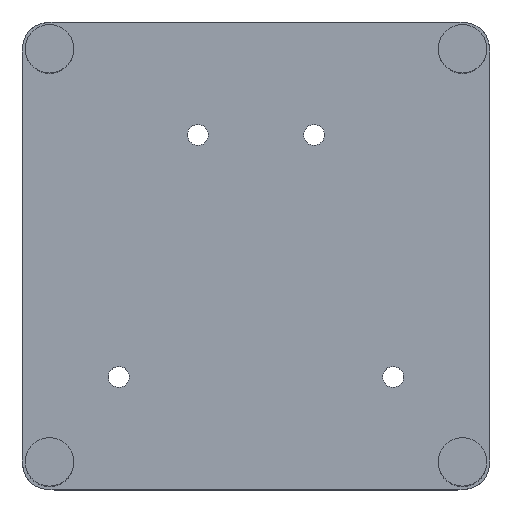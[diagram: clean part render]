
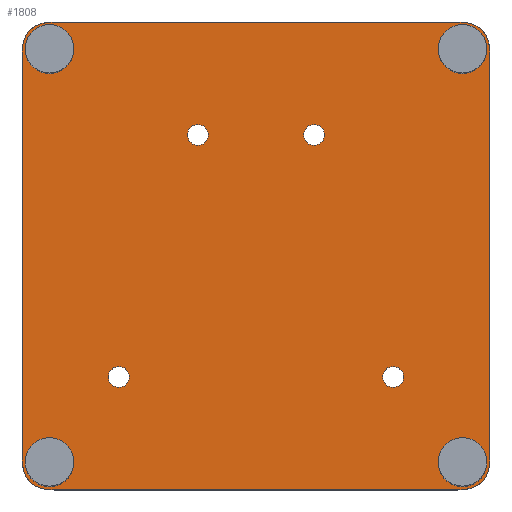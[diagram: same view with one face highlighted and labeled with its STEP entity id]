
A CAD part, top view. The second image highlights one B-rep face of the part: STEP entity #1808.
In plain terms, the highlighted planar face has unit normal (0, 0, 1).
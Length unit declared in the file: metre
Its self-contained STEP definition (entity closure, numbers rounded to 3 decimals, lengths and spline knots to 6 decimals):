
#97=LINE('',#2590,#266);
#98=LINE('',#2607,#267);
#99=LINE('',#2619,#268);
#100=LINE('',#2638,#269);
#266=VECTOR('',#2089,1.);
#267=VECTOR('',#2092,1.);
#268=VECTOR('',#2095,1.);
#269=VECTOR('',#2114,1.);
#401=CIRCLE('',#1930,0.000325);
#402=CIRCLE('',#1932,0.000325);
#403=CIRCLE('',#1934,0.000325);
#404=CIRCLE('',#1936,0.000325);
#405=CIRCLE('',#1939,0.00075);
#406=CIRCLE('',#1940,0.00075);
#407=CIRCLE('',#1941,0.00075);
#408=CIRCLE('',#1942,0.00075);
#515=ORIENTED_EDGE('',*,*,#1037,.F.);
#516=ORIENTED_EDGE('',*,*,#1038,.F.);
#517=ORIENTED_EDGE('',*,*,#1039,.F.);
#518=ORIENTED_EDGE('',*,*,#1040,.F.);
#519=ORIENTED_EDGE('',*,*,#1033,.F.);
#520=ORIENTED_EDGE('',*,*,#1032,.F.);
#521=ORIENTED_EDGE('',*,*,#1031,.F.);
#522=ORIENTED_EDGE('',*,*,#1030,.F.);
#523=ORIENTED_EDGE('',*,*,#1028,.T.);
#524=ORIENTED_EDGE('',*,*,#1041,.T.);
#525=ORIENTED_EDGE('',*,*,#1034,.F.);
#526=ORIENTED_EDGE('',*,*,#1042,.T.);
#527=ORIENTED_EDGE('',*,*,#1021,.F.);
#528=ORIENTED_EDGE('',*,*,#1043,.T.);
#529=ORIENTED_EDGE('',*,*,#1025,.T.);
#530=ORIENTED_EDGE('',*,*,#1044,.T.);
#1021=EDGE_CURVE('',#1286,#1287,#97,.T.);
#1025=EDGE_CURVE('',#1289,#1288,#98,.T.);
#1028=EDGE_CURVE('',#1291,#1290,#99,.T.);
#1030=EDGE_CURVE('',#1292,#1292,#401,.T.);
#1031=EDGE_CURVE('',#1293,#1293,#402,.T.);
#1032=EDGE_CURVE('',#1294,#1294,#403,.T.);
#1033=EDGE_CURVE('',#1295,#1295,#404,.T.);
#1034=EDGE_CURVE('',#1296,#1297,#100,.T.);
#1037=EDGE_CURVE('',#1298,#1298,#405,.T.);
#1038=EDGE_CURVE('',#1299,#1299,#406,.T.);
#1039=EDGE_CURVE('',#1300,#1300,#407,.T.);
#1040=EDGE_CURVE('',#1301,#1301,#408,.T.);
#1041=EDGE_CURVE('',#1290,#1297,#1428,.T.);
#1042=EDGE_CURVE('',#1296,#1287,#1429,.T.);
#1043=EDGE_CURVE('',#1286,#1289,#1430,.T.);
#1044=EDGE_CURVE('',#1288,#1291,#1431,.T.);
#1286=VERTEX_POINT('',#2591);
#1287=VERTEX_POINT('',#2592);
#1288=VERTEX_POINT('',#2606);
#1289=VERTEX_POINT('',#2608);
#1290=VERTEX_POINT('',#2618);
#1291=VERTEX_POINT('',#2620);
#1292=VERTEX_POINT('',#2627);
#1293=VERTEX_POINT('',#2630);
#1294=VERTEX_POINT('',#2633);
#1295=VERTEX_POINT('',#2636);
#1296=VERTEX_POINT('',#2639);
#1297=VERTEX_POINT('',#2640);
#1298=VERTEX_POINT('',#2651);
#1299=VERTEX_POINT('',#2653);
#1300=VERTEX_POINT('',#2655);
#1301=VERTEX_POINT('',#2657);
#1428=B_SPLINE_CURVE_WITH_KNOTS('',3,(#2658,#2659,#2660,#2661),
 .UNSPECIFIED.,.F.,.F.,(4,4),(0.,1.),.UNSPECIFIED.);
#1429=B_SPLINE_CURVE_WITH_KNOTS('',3,(#2662,#2663,#2664,#2665),
 .UNSPECIFIED.,.F.,.F.,(4,4),(0.,1.),.UNSPECIFIED.);
#1430=B_SPLINE_CURVE_WITH_KNOTS('',3,(#2666,#2667,#2668,#2669),
 .UNSPECIFIED.,.F.,.F.,(4,4),(0.,1.),.UNSPECIFIED.);
#1431=B_SPLINE_CURVE_WITH_KNOTS('',3,(#2670,#2671,#2672,#2673),
 .UNSPECIFIED.,.F.,.F.,(4,4),(0.,1.),.UNSPECIFIED.);
#1490=EDGE_LOOP('',(#515));
#1491=EDGE_LOOP('',(#516));
#1492=EDGE_LOOP('',(#517));
#1493=EDGE_LOOP('',(#518));
#1494=EDGE_LOOP('',(#519));
#1495=EDGE_LOOP('',(#520));
#1496=EDGE_LOOP('',(#521));
#1497=EDGE_LOOP('',(#522));
#1498=EDGE_LOOP('',(#523,#524,#525,#526,#527,#528,#529,#530));
#1625=FACE_BOUND('',#1490,.T.);
#1626=FACE_BOUND('',#1491,.T.);
#1627=FACE_BOUND('',#1492,.T.);
#1628=FACE_BOUND('',#1493,.T.);
#1629=FACE_BOUND('',#1494,.T.);
#1630=FACE_BOUND('',#1495,.T.);
#1631=FACE_BOUND('',#1496,.T.);
#1632=FACE_BOUND('',#1497,.T.);
#1633=FACE_BOUND('',#1498,.T.);
#1742=PLANE('',#1938);
#1808=ADVANCED_FACE('',(#1625,#1626,#1627,#1628,#1629,#1630,#1631,#1632,
#1633),#1742,.T.);
#1930=AXIS2_PLACEMENT_3D('',#2626,#2098,#2099);
#1932=AXIS2_PLACEMENT_3D('',#2629,#2102,#2103);
#1934=AXIS2_PLACEMENT_3D('',#2632,#2106,#2107);
#1936=AXIS2_PLACEMENT_3D('',#2635,#2110,#2111);
#1938=AXIS2_PLACEMENT_3D('',#2649,#2115,#2116);
#1939=AXIS2_PLACEMENT_3D('',#2650,#2117,#2118);
#1940=AXIS2_PLACEMENT_3D('',#2652,#2119,#2120);
#1941=AXIS2_PLACEMENT_3D('',#2654,#2121,#2122);
#1942=AXIS2_PLACEMENT_3D('',#2656,#2123,#2124);
#2089=DIRECTION('',(1.,0.,0.));
#2092=DIRECTION('',(0.,-1.,0.));
#2095=DIRECTION('',(1.,0.,0.));
#2098=DIRECTION('',(0.,0.,1.));
#2099=DIRECTION('',(1.,0.,0.));
#2102=DIRECTION('',(0.,0.,1.));
#2103=DIRECTION('',(1.,0.,0.));
#2106=DIRECTION('',(0.,0.,1.));
#2107=DIRECTION('',(1.,0.,0.));
#2110=DIRECTION('',(0.,0.,1.));
#2111=DIRECTION('',(1.,0.,0.));
#2114=DIRECTION('',(0.,-1.,0.));
#2115=DIRECTION('',(0.,0.,1.));
#2116=DIRECTION('',(1.,0.,0.));
#2117=DIRECTION('',(0.,0.,1.));
#2118=DIRECTION('',(1.,0.,0.));
#2119=DIRECTION('',(0.,0.,1.));
#2120=DIRECTION('',(1.,0.,0.));
#2121=DIRECTION('',(0.,0.,1.));
#2122=DIRECTION('',(1.,0.,0.));
#2123=DIRECTION('',(0.,0.,1.));
#2124=DIRECTION('',(1.,0.,0.));
#2590=CARTESIAN_POINT('',(-0.000673,0.008831,0.001));
#2591=CARTESIAN_POINT('',(-0.006923,0.008831,0.001));
#2592=CARTESIAN_POINT('',(0.005577,0.008831,0.001));
#2606=CARTESIAN_POINT('',(-0.007923,-0.004669,0.001));
#2607=CARTESIAN_POINT('',(-0.007923,0.001581,0.001));
#2608=CARTESIAN_POINT('',(-0.007923,0.007831,0.001));
#2618=CARTESIAN_POINT('',(0.005577,-0.005669,0.001));
#2619=CARTESIAN_POINT('',(-0.000673,-0.005669,0.001));
#2620=CARTESIAN_POINT('',(-0.006923,-0.005669,0.001));
#2626=CARTESIAN_POINT('',(-0.002473,0.005331,0.001));
#2627=CARTESIAN_POINT('',(-0.002148,0.005331,0.001));
#2629=CARTESIAN_POINT('',(0.001127,0.005331,0.001));
#2630=CARTESIAN_POINT('',(0.001452,0.005331,0.001));
#2632=CARTESIAN_POINT('',(-0.004923,-0.002169,0.001));
#2633=CARTESIAN_POINT('',(-0.004598,-0.002169,0.001));
#2635=CARTESIAN_POINT('',(0.003577,-0.002169,0.001));
#2636=CARTESIAN_POINT('',(0.003902,-0.002169,0.001));
#2638=CARTESIAN_POINT('',(0.006577,0.001581,0.001));
#2639=CARTESIAN_POINT('',(0.006577,0.007831,0.001));
#2640=CARTESIAN_POINT('',(0.006577,-0.004669,0.001));
#2649=CARTESIAN_POINT('',(-0.000673,0.001581,0.001));
#2650=CARTESIAN_POINT('',(0.005727,-0.004819,0.001));
#2651=CARTESIAN_POINT('',(0.006477,-0.004819,0.001));
#2652=CARTESIAN_POINT('',(-0.007073,-0.004819,0.001));
#2653=CARTESIAN_POINT('',(-0.006323,-0.004819,0.001));
#2654=CARTESIAN_POINT('',(0.005727,0.007981,0.001));
#2655=CARTESIAN_POINT('',(0.006477,0.007981,0.001));
#2656=CARTESIAN_POINT('',(-0.007073,0.007981,0.001));
#2657=CARTESIAN_POINT('',(-0.006323,0.007981,0.001));
#2658=CARTESIAN_POINT('',(0.005577,-0.005669,0.001));
#2659=CARTESIAN_POINT('',(0.006244,-0.005669,0.001));
#2660=CARTESIAN_POINT('',(0.006577,-0.005335,0.001));
#2661=CARTESIAN_POINT('',(0.006577,-0.004669,0.001));
#2662=CARTESIAN_POINT('',(0.006577,0.007831,0.001));
#2663=CARTESIAN_POINT('',(0.006577,0.008498,0.001));
#2664=CARTESIAN_POINT('',(0.006244,0.008831,0.001));
#2665=CARTESIAN_POINT('',(0.005577,0.008831,0.001));
#2666=CARTESIAN_POINT('',(-0.006923,0.008831,0.001));
#2667=CARTESIAN_POINT('',(-0.007589,0.008831,0.001));
#2668=CARTESIAN_POINT('',(-0.007923,0.008498,0.001));
#2669=CARTESIAN_POINT('',(-0.007923,0.007831,0.001));
#2670=CARTESIAN_POINT('',(-0.007923,-0.004669,0.001));
#2671=CARTESIAN_POINT('',(-0.007923,-0.005335,0.001));
#2672=CARTESIAN_POINT('',(-0.007589,-0.005669,0.001));
#2673=CARTESIAN_POINT('',(-0.006923,-0.005669,0.001));
